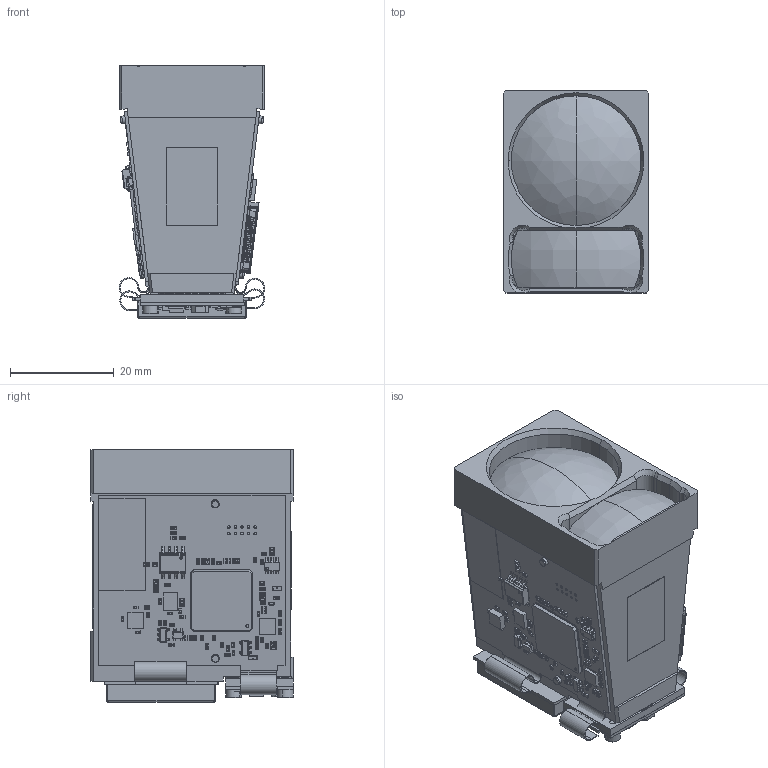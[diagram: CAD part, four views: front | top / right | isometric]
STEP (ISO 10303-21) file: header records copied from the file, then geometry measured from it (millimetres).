
FILE_DESCRIPTION (( 'STEP AP214' ), '1' );
FILE_NAME ('DMM-1025-1M-G2_aef.STEP', '2021-07-16T09:35:56', ( '' ), ( '' ), 'SwSTEP 2.0', 'SolidWorks 2018', '' );
FILE_SCHEMA (( 'AUTOMOTIVE_DESIGN' ));
Length unit declared in the file: millimetre
Products named in the file (1): DMM-1025-1M-G2_aef
Bounding box: 28.07 x 39 x 48.75 mm (x, y, z)
Surface area: 15169.8 mm2 (no closed solid volume)
Topology: 0 solids, 1136 shells, 2901 faces, 19062 edges, 17070 vertices
Faces by surface type: plane 2197, cylinder 616, bspline 52, cone 32, torus 4
Entity records: 255695 total; most frequent: CARTESIAN_POINT 90967, DIRECTION 23770, ORIENTED_EDGE 22106, EDGE_CURVE 19036, VERTEX_POINT 17070, VECTOR 12312, LINE 12312, AXIS2_PLACEMENT_3D 5729
